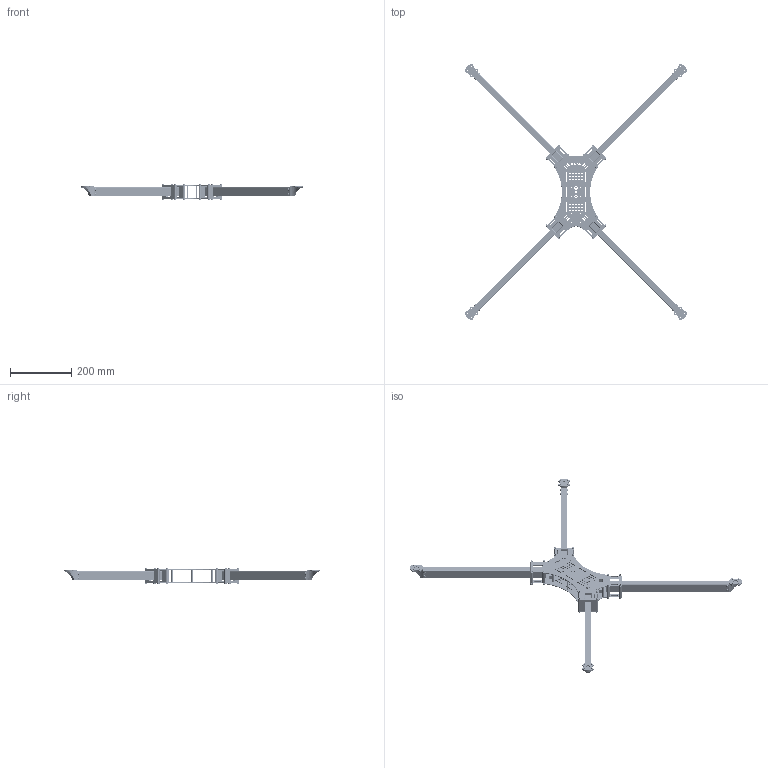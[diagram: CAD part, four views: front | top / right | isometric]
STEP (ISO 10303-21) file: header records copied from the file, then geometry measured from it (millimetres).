
FILE_DESCRIPTION(/* description */ (''),/* implementation_level */ '2;1');
FILE_NAME(/* name */ 'Mode 2 - Max.step',/* time_stamp */ '2018-09-23T19:50:38-04:00',/* author */ ('brian.c.welch'),/* organization */ (''),/* preprocessor_version */ 'ST-DEVELOPER v17.2',/* originating_system */ 'Autodesk Translation Framework v7.6.0.251',/* authorisation */ '');
FILE_SCHEMA (('AUTOMOTIVE_DESIGN { 1 0 10303 214 3 1 1 }'));
Products named in the file (13): Max; 1; 40mm Standoff; 50mm M4 Bolt; 93625A150; 93395A141; Motor Mount; Arm; Arm Bracket; Arm Bracket (3); Arm Bracket (2); Arm Bracket_1; M4 8mm
Assembly tree (104 placements, depth 2):
  Max
    1  x2
    40mm Standoff  x10
    50mm M4 Bolt  x16
    93625A150  x16
    93395A141  x20
    Motor Mount  x4
    Arm  x4
    Arm Bracket  x4
    Arm Bracket_1  x4
    Arm Bracket (3)  x4
    Arm Bracket (2)  x4
    M4 8mm  x16
Bounding box: 722.91 x 832.91 x 55 mm (x, y, z)
Volume: 549890.8 mm3; surface area: 574060.1 mm2
Topology: 120 solids, 120 shells, 5844 faces, 15504 edges, 10040 vertices
Faces by surface type: cylinder 2802, plane 1660, cone 1180, bspline 138, torus 48, sphere 16
Full cylindrical faces by diameter (mm): 2 x16, 2.35 x220, 3 x246, 3.091 x432, 3.3 x8, 3.359 x16, 3.441 x80, 4 x768, 4.346 x16, 5 x10, 6 x20, 7 x16, 7.6 x16, 14 x4
Entity records: 50247 total; most frequent: CARTESIAN_POINT 19369, DIRECTION 6367, ORIENTED_EDGE 6260, EDGE_CURVE 3130, AXIS2_PLACEMENT_3D 2285, VERTEX_POINT 2016, LINE 1797, VECTOR 1797
